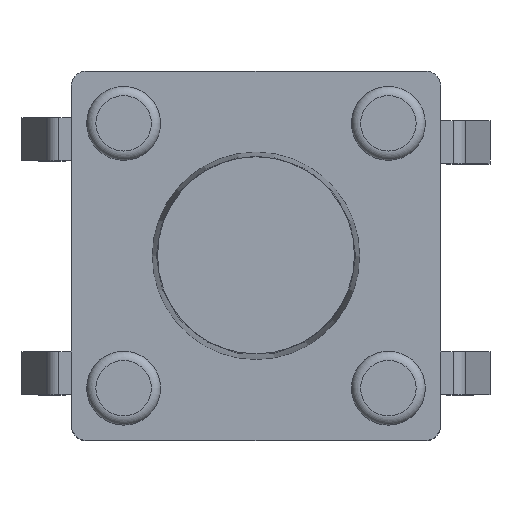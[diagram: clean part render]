
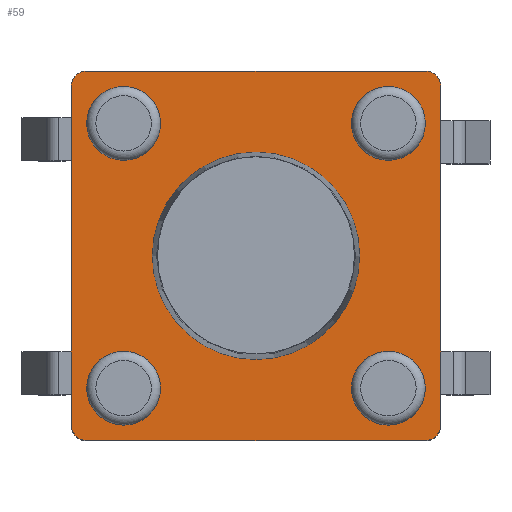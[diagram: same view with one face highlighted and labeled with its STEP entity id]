
A CAD part, top view. The second image highlights one B-rep face of the part: STEP entity #59.
In plain terms, the highlighted planar face has unit normal (0, 0, 1).
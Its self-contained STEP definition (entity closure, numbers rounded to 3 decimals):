
#38 = EDGE_CURVE('',#39,#39,#41,.T.);
#39 = VERTEX_POINT('',#40);
#40 = CARTESIAN_POINT('',(4.684,3.,3.6));
#41 = CIRCLE('',#42,1.684);
#42 = AXIS2_PLACEMENT_3D('',#43,#44,#45);
#43 = CARTESIAN_POINT('',(3.,3.,3.6));
#44 = DIRECTION('',(0.,0.,1.));
#45 = DIRECTION('',(1.,0.,0.));
#59 = ADVANCED_FACE('',(#60,#130,#141,#152,#163,#166),#177,.T.);
#60 = FACE_BOUND('',#61,.T.);
#61 = EDGE_LOOP('',(#62,#72,#81,#89,#98,#106,#115,#123));
#62 = ORIENTED_EDGE('',*,*,#63,.F.);
#63 = EDGE_CURVE('',#64,#66,#68,.T.);
#64 = VERTEX_POINT('',#65);
#65 = CARTESIAN_POINT('',(0.,0.25,3.6));
#66 = VERTEX_POINT('',#67);
#67 = CARTESIAN_POINT('',(0.,5.75,3.6));
#68 = LINE('',#69,#70);
#69 = CARTESIAN_POINT('',(0.,0.,3.6));
#70 = VECTOR('',#71,1.);
#71 = DIRECTION('',(0.,1.,0.));
#72 = ORIENTED_EDGE('',*,*,#73,.T.);
#73 = EDGE_CURVE('',#64,#74,#76,.T.);
#74 = VERTEX_POINT('',#75);
#75 = CARTESIAN_POINT('',(0.25,0.,3.6));
#76 = CIRCLE('',#77,0.25);
#77 = AXIS2_PLACEMENT_3D('',#78,#79,#80);
#78 = CARTESIAN_POINT('',(0.25,0.25,3.6));
#79 = DIRECTION('',(0.,0.,1.));
#80 = DIRECTION('',(0.,-1.,0.));
#81 = ORIENTED_EDGE('',*,*,#82,.T.);
#82 = EDGE_CURVE('',#74,#83,#85,.T.);
#83 = VERTEX_POINT('',#84);
#84 = CARTESIAN_POINT('',(5.75,0.,3.6));
#85 = LINE('',#86,#87);
#86 = CARTESIAN_POINT('',(0.,0.,3.6));
#87 = VECTOR('',#88,1.);
#88 = DIRECTION('',(1.,0.,0.));
#89 = ORIENTED_EDGE('',*,*,#90,.F.);
#90 = EDGE_CURVE('',#91,#83,#93,.T.);
#91 = VERTEX_POINT('',#92);
#92 = CARTESIAN_POINT('',(6.,0.25,3.6));
#93 = CIRCLE('',#94,0.25);
#94 = AXIS2_PLACEMENT_3D('',#95,#96,#97);
#95 = CARTESIAN_POINT('',(5.75,0.25,3.6));
#96 = DIRECTION('',(0.,0.,-1.));
#97 = DIRECTION('',(0.,-1.,0.));
#98 = ORIENTED_EDGE('',*,*,#99,.T.);
#99 = EDGE_CURVE('',#91,#100,#102,.T.);
#100 = VERTEX_POINT('',#101);
#101 = CARTESIAN_POINT('',(6.,5.75,3.6));
#102 = LINE('',#103,#104);
#103 = CARTESIAN_POINT('',(6.,0.,3.6));
#104 = VECTOR('',#105,1.);
#105 = DIRECTION('',(0.,1.,0.));
#106 = ORIENTED_EDGE('',*,*,#107,.T.);
#107 = EDGE_CURVE('',#100,#108,#110,.T.);
#108 = VERTEX_POINT('',#109);
#109 = CARTESIAN_POINT('',(5.75,6.,3.6));
#110 = CIRCLE('',#111,0.25);
#111 = AXIS2_PLACEMENT_3D('',#112,#113,#114);
#112 = CARTESIAN_POINT('',(5.75,5.75,3.6));
#113 = DIRECTION('',(0.,0.,1.));
#114 = DIRECTION('',(0.,-1.,0.));
#115 = ORIENTED_EDGE('',*,*,#116,.F.);
#116 = EDGE_CURVE('',#117,#108,#119,.T.);
#117 = VERTEX_POINT('',#118);
#118 = CARTESIAN_POINT('',(0.25,6.,3.6));
#119 = LINE('',#120,#121);
#120 = CARTESIAN_POINT('',(0.,6.,3.6));
#121 = VECTOR('',#122,1.);
#122 = DIRECTION('',(1.,0.,0.));
#123 = ORIENTED_EDGE('',*,*,#124,.F.);
#124 = EDGE_CURVE('',#66,#117,#125,.T.);
#125 = CIRCLE('',#126,0.25);
#126 = AXIS2_PLACEMENT_3D('',#127,#128,#129);
#127 = CARTESIAN_POINT('',(0.25,5.75,3.6));
#128 = DIRECTION('',(0.,0.,-1.));
#129 = DIRECTION('',(0.,-1.,0.));
#130 = FACE_BOUND('',#131,.T.);
#131 = EDGE_LOOP('',(#132));
#132 = ORIENTED_EDGE('',*,*,#133,.F.);
#133 = EDGE_CURVE('',#134,#134,#136,.T.);
#134 = VERTEX_POINT('',#135);
#135 = CARTESIAN_POINT('',(1.45,0.85,3.6));
#136 = CIRCLE('',#137,0.6);
#137 = AXIS2_PLACEMENT_3D('',#138,#139,#140);
#138 = CARTESIAN_POINT('',(0.85,0.85,3.6));
#139 = DIRECTION('',(0.,0.,1.));
#140 = DIRECTION('',(1.,0.,0.));
#141 = FACE_BOUND('',#142,.T.);
#142 = EDGE_LOOP('',(#143));
#143 = ORIENTED_EDGE('',*,*,#144,.F.);
#144 = EDGE_CURVE('',#145,#145,#147,.T.);
#145 = VERTEX_POINT('',#146);
#146 = CARTESIAN_POINT('',(5.75,0.85,3.6));
#147 = CIRCLE('',#148,0.6);
#148 = AXIS2_PLACEMENT_3D('',#149,#150,#151);
#149 = CARTESIAN_POINT('',(5.15,0.85,3.6));
#150 = DIRECTION('',(0.,0.,1.));
#151 = DIRECTION('',(1.,0.,0.));
#152 = FACE_BOUND('',#153,.T.);
#153 = EDGE_LOOP('',(#154));
#154 = ORIENTED_EDGE('',*,*,#155,.F.);
#155 = EDGE_CURVE('',#156,#156,#158,.T.);
#156 = VERTEX_POINT('',#157);
#157 = CARTESIAN_POINT('',(1.45,5.15,3.6));
#158 = CIRCLE('',#159,0.6);
#159 = AXIS2_PLACEMENT_3D('',#160,#161,#162);
#160 = CARTESIAN_POINT('',(0.85,5.15,3.6));
#161 = DIRECTION('',(0.,0.,1.));
#162 = DIRECTION('',(1.,0.,0.));
#163 = FACE_BOUND('',#164,.T.);
#164 = EDGE_LOOP('',(#165));
#165 = ORIENTED_EDGE('',*,*,#38,.F.);
#166 = FACE_BOUND('',#167,.T.);
#167 = EDGE_LOOP('',(#168));
#168 = ORIENTED_EDGE('',*,*,#169,.F.);
#169 = EDGE_CURVE('',#170,#170,#172,.T.);
#170 = VERTEX_POINT('',#171);
#171 = CARTESIAN_POINT('',(5.75,5.15,3.6));
#172 = CIRCLE('',#173,0.6);
#173 = AXIS2_PLACEMENT_3D('',#174,#175,#176);
#174 = CARTESIAN_POINT('',(5.15,5.15,3.6));
#175 = DIRECTION('',(0.,0.,1.));
#176 = DIRECTION('',(1.,0.,0.));
#177 = PLANE('',#178);
#178 = AXIS2_PLACEMENT_3D('',#179,#180,#181);
#179 = CARTESIAN_POINT('',(0.,0.,3.6));
#180 = DIRECTION('',(0.,0.,1.));
#181 = DIRECTION('',(1.,0.,0.));
